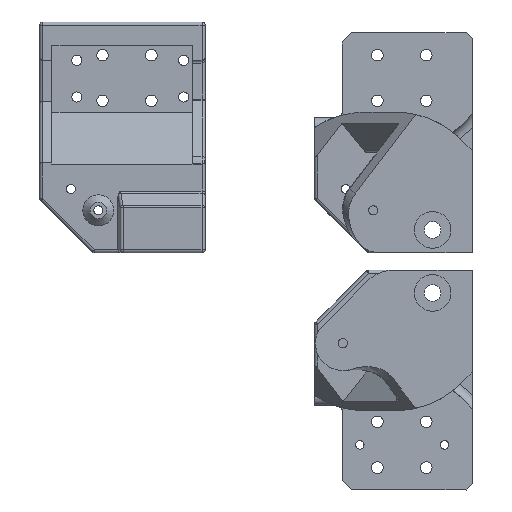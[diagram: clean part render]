
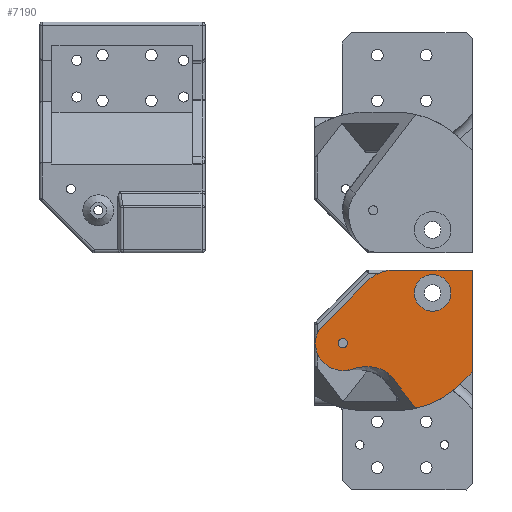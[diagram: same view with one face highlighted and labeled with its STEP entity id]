
A CAD part, front view. The second image highlights one B-rep face of the part: STEP entity #7190.
In plain terms, the highlighted planar face has unit normal (0, -1, 0).
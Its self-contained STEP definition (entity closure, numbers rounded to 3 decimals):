
#154=FACE_BOUND('',#1155,.T.);
#155=FACE_BOUND('',#1156,.T.);
#256=B_SPLINE_CURVE_WITH_KNOTS('',3,(#11872,#11873,#11874,#11875,#11876,
#11877,#11878,#11879,#11880,#11881),.UNSPECIFIED.,.F.,.F.,(4,2,2,2,4),(0.,
0.301,0.604,1.036,1.465),
 .UNSPECIFIED.);
#348=PLANE('',#7788);
#678=FACE_OUTER_BOUND('',#1154,.T.);
#1154=EDGE_LOOP('',(#5494,#5495,#5496,#5497,#5498,#5499,#5500,#5501,#5502));
#1155=EDGE_LOOP('',(#5503));
#1156=EDGE_LOOP('',(#5504));
#1719=LINE('',#11761,#2330);
#1731=LINE('',#11787,#2342);
#1753=LINE('',#11868,#2364);
#1754=LINE('',#11883,#2365);
#1755=LINE('',#11886,#2366);
#2330=VECTOR('',#9011,10.);
#2342=VECTOR('',#9031,10.);
#2364=VECTOR('',#9081,10.);
#2365=VECTOR('',#9084,10.);
#2366=VECTOR('',#9087,10.);
#2860=CIRCLE('',#7789,12.);
#2861=CIRCLE('',#7790,9.);
#2862=CIRCLE('',#7791,30.);
#2863=CIRCLE('',#7792,1.5);
#2864=CIRCLE('',#7793,6.);
#3287=VERTEX_POINT('',#11758);
#3288=VERTEX_POINT('',#11760);
#3298=VERTEX_POINT('',#11786);
#3324=VERTEX_POINT('',#11865);
#3325=VERTEX_POINT('',#11867);
#3326=VERTEX_POINT('',#11869);
#3327=VERTEX_POINT('',#11871);
#3328=VERTEX_POINT('',#11882);
#3329=VERTEX_POINT('',#11884);
#3330=VERTEX_POINT('',#11887);
#3331=VERTEX_POINT('',#11889);
#4060=EDGE_CURVE('',#3288,#3287,#1719,.T.);
#4073=EDGE_CURVE('',#3288,#3298,#1731,.T.);
#4105=EDGE_CURVE('',#3324,#3287,#2860,.T.);
#4106=EDGE_CURVE('',#3325,#3324,#1753,.T.);
#4107=EDGE_CURVE('',#3325,#3326,#2861,.T.);
#4108=EDGE_CURVE('',#3327,#3326,#256,.T.);
#4109=EDGE_CURVE('',#3328,#3327,#1754,.T.);
#4110=EDGE_CURVE('',#3328,#3329,#2862,.T.);
#4111=EDGE_CURVE('',#3329,#3298,#1755,.T.);
#4112=EDGE_CURVE('',#3330,#3330,#2863,.T.);
#4113=EDGE_CURVE('',#3331,#3331,#2864,.T.);
#5494=ORIENTED_EDGE('',*,*,#4060,.T.);
#5495=ORIENTED_EDGE('',*,*,#4105,.F.);
#5496=ORIENTED_EDGE('',*,*,#4106,.F.);
#5497=ORIENTED_EDGE('',*,*,#4107,.T.);
#5498=ORIENTED_EDGE('',*,*,#4108,.F.);
#5499=ORIENTED_EDGE('',*,*,#4109,.F.);
#5500=ORIENTED_EDGE('',*,*,#4110,.T.);
#5501=ORIENTED_EDGE('',*,*,#4111,.T.);
#5502=ORIENTED_EDGE('',*,*,#4073,.F.);
#5503=ORIENTED_EDGE('',*,*,#4112,.F.);
#5504=ORIENTED_EDGE('',*,*,#4113,.T.);
#7190=ADVANCED_FACE('',(#678,#154,#155),#348,.F.);
#7788=AXIS2_PLACEMENT_3D('',#11864,#9077,#9078);
#7789=AXIS2_PLACEMENT_3D('',#11866,#9079,#9080);
#7790=AXIS2_PLACEMENT_3D('',#11870,#9082,#9083);
#7791=AXIS2_PLACEMENT_3D('',#11885,#9085,#9086);
#7792=AXIS2_PLACEMENT_3D('',#11888,#9088,#9089);
#7793=AXIS2_PLACEMENT_3D('',#11890,#9090,#9091);
#9011=DIRECTION('',(-1.,0.,0.));
#9031=DIRECTION('',(0.,0.,-1.));
#9077=DIRECTION('center_axis',(0.,1.,0.));
#9078=DIRECTION('ref_axis',(0.,0.,
1.));
#9079=DIRECTION('center_axis',(0.,1.,0.));
#9080=DIRECTION('ref_axis',(-0.383,0.,0.924));
#9081=DIRECTION('',(0.707,0.,0.707));
#9082=DIRECTION('center_axis',(0.,-1.,0.));
#9083=DIRECTION('ref_axis',(1.,0.,0.));
#9084=DIRECTION('',(-0.606,0.,0.795));
#9085=DIRECTION('center_axis',(0.,-1.,0.));
#9086=DIRECTION('ref_axis',(0.383,0.,-0.924));
#9087=DIRECTION('',(0.707,0.,0.707));
#9088=DIRECTION('center_axis',(0.,-1.,0.));
#9089=DIRECTION('ref_axis',(1.,0.,0.));
#9090=DIRECTION('center_axis',(0.,1.,0.));
#9091=DIRECTION('ref_axis',(1.,0.,0.));
#11758=CARTESIAN_POINT('',(177.259,6.754,-115.825));
#11760=CARTESIAN_POINT('',(202.995,6.754,-115.825));
#11761=CARTESIAN_POINT('',(181.939,6.754,-115.825));
#11786=CARTESIAN_POINT('',(202.995,6.754,-149.168));
#11787=CARTESIAN_POINT('',(202.995,6.754,-148.179));
#11864=CARTESIAN_POINT('Origin',(178.446,6.754,-141.199));
#11865=CARTESIAN_POINT('',(168.774,6.754,-119.34));
#11866=CARTESIAN_POINT('Origin',(177.259,6.754,-127.825));
#11867=CARTESIAN_POINT('',(152.82,6.754,-135.294));
#11868=CARTESIAN_POINT('',(166.601,6.754,-121.513));
#11869=CARTESIAN_POINT('',(163.377,6.754,-148.315));
#11870=CARTESIAN_POINT('Origin',(160.645,6.754,-139.74));
#11871=CARTESIAN_POINT('',(176.892,6.754,-151.108));
#11872=CARTESIAN_POINT('Ctrl Pts',(176.892,6.754,-151.108));
#11873=CARTESIAN_POINT('Ctrl Pts',(176.284,6.754,-150.311));
#11874=CARTESIAN_POINT('Ctrl Pts',(175.539,6.754,-149.641));
#11875=CARTESIAN_POINT('Ctrl Pts',(173.838,6.754,-148.561));
#11876=CARTESIAN_POINT('Ctrl Pts',(172.902,6.754,-148.166));
#11877=CARTESIAN_POINT('Ctrl Pts',(170.531,6.754,-147.525));
#11878=CARTESIAN_POINT('Ctrl Pts',(169.067,6.754,-147.415));
#11879=CARTESIAN_POINT('Ctrl Pts',(166.187,6.754,-147.592));
#11880=CARTESIAN_POINT('Ctrl Pts',(164.749,6.754,-147.878));
#11881=CARTESIAN_POINT('Ctrl Pts',(163.377,6.754,-148.315));
#11882=CARTESIAN_POINT('',(184.506,6.754,-161.092));
#11883=CARTESIAN_POINT('',(174.742,6.754,-148.288));
#11884=CARTESIAN_POINT('',(199.125,6.754,-153.038));
#11885=CARTESIAN_POINT('Origin',(177.912,6.754,-131.825));
#11886=CARTESIAN_POINT('',(194.936,6.754,-157.228));
#11887=CARTESIAN_POINT('',(159.145,6.754,-139.74));
#11888=CARTESIAN_POINT('Origin',(160.645,6.754,-139.74));
#11889=CARTESIAN_POINT('',(184.,6.754,-123.325));
#11890=CARTESIAN_POINT('Origin',(190.,6.754,-123.325));
